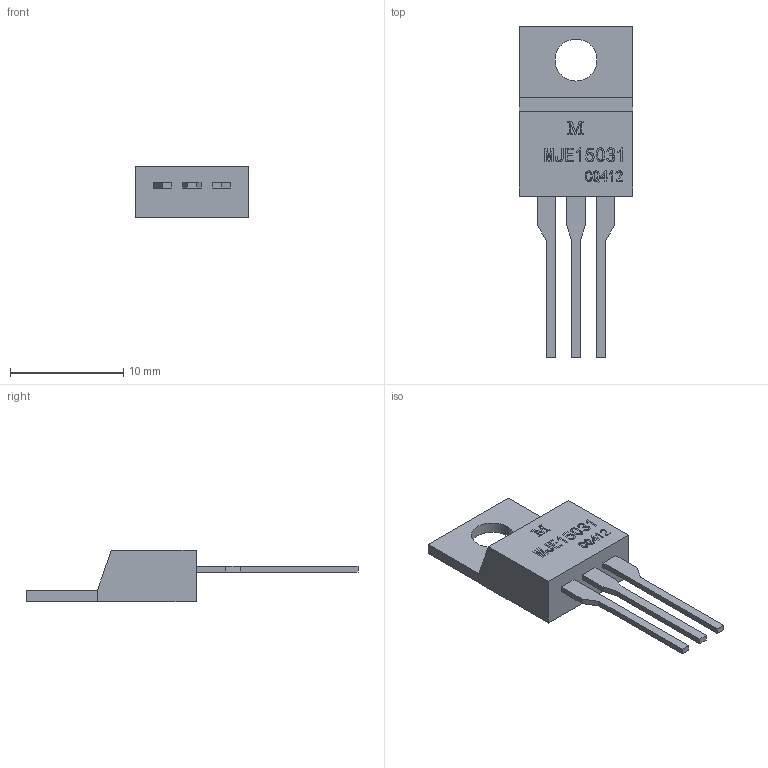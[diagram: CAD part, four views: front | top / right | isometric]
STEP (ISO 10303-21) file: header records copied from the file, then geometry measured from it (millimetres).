
FILE_DESCRIPTION (( 'STEP AP214' ), '1' );
FILE_NAME ('MJE15031.STEP', '2012-08-24T17:29:03', ( '' ), ( '' ), 'SwSTEP 2.0', 'SolidWorks 2012', '' );
FILE_SCHEMA (( 'AUTOMOTIVE_DESIGN' ));
Length unit declared in the file: millimetre
Products named in the file (1): MJE15031
Bounding box: 10 x 29.27 x 4.5 mm (x, y, z)
Volume: 443.5 mm3; surface area: 582.7 mm2
Topology: 1 solids, 1 shells, 53 faces, 255 edges, 224 vertices
Faces by surface type: plane 51, cylinder 2
Entity records: 3967 total; most frequent: CARTESIAN_POINT 1598, ORIENTED_EDGE 510, DIRECTION 318, EDGE_CURVE 255, VERTEX_POINT 224, VECTOR 202, LINE 202, EDGE_LOOP 75
